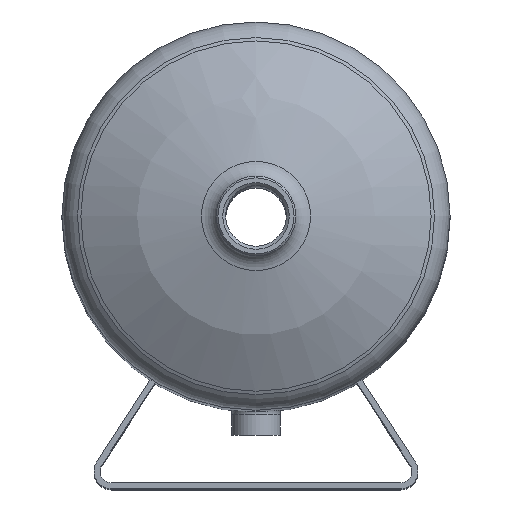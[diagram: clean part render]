
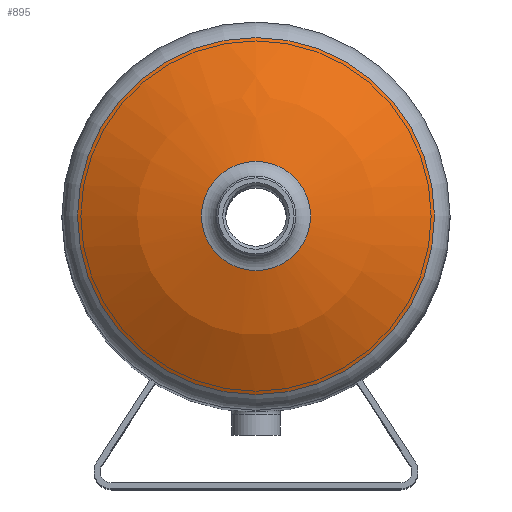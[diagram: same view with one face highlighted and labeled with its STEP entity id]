
A CAD part, top view. The second image highlights one B-rep face of the part: STEP entity #895.
In plain terms, the highlighted spherical face has radius 165 mm.
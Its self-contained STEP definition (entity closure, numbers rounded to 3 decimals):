
#20=SPHERICAL_SURFACE('',#985,165.);
#189=ORIENTED_EDGE('',*,*,#411,.T.);
#190=ORIENTED_EDGE('',*,*,#412,.F.);
#411=EDGE_CURVE('',#524,#524,#603,.T.);
#412=EDGE_CURVE('',#525,#525,#604,.T.);
#524=VERTEX_POINT('',#1477);
#525=VERTEX_POINT('',#1480);
#603=CIRCLE('',#984,27.298);
#604=CIRCLE('',#986,89.189);
#668=EDGE_LOOP('',(#189));
#669=EDGE_LOOP('',(#190));
#778=FACE_BOUND('',#668,.T.);
#779=FACE_BOUND('',#669,.T.);
#895=ADVANCED_FACE('',(#778,#779),#20,.T.);
#984=AXIS2_PLACEMENT_3D('',#1476,#1139,#1140);
#985=AXIS2_PLACEMENT_3D('',#1478,#1141,#1142);
#986=AXIS2_PLACEMENT_3D('',#1479,#1143,#1144);
#1139=DIRECTION('',(0.,0.,-1.));
#1140=DIRECTION('',(0.,1.,0.));
#1141=DIRECTION('',(0.,0.,-1.));
#1142=DIRECTION('',(0.,1.,0.));
#1143=DIRECTION('',(0.,0.,-1.));
#1144=DIRECTION('',(0.,1.,0.));
#1476=CARTESIAN_POINT('',(0.,0.,347.726));
#1477=CARTESIAN_POINT('',(0.,27.298,347.726));
#1478=CARTESIAN_POINT('',(0.,0.,185.));
#1479=CARTESIAN_POINT('',(0.,0.,323.817));
#1480=CARTESIAN_POINT('',(0.,89.189,323.817));
